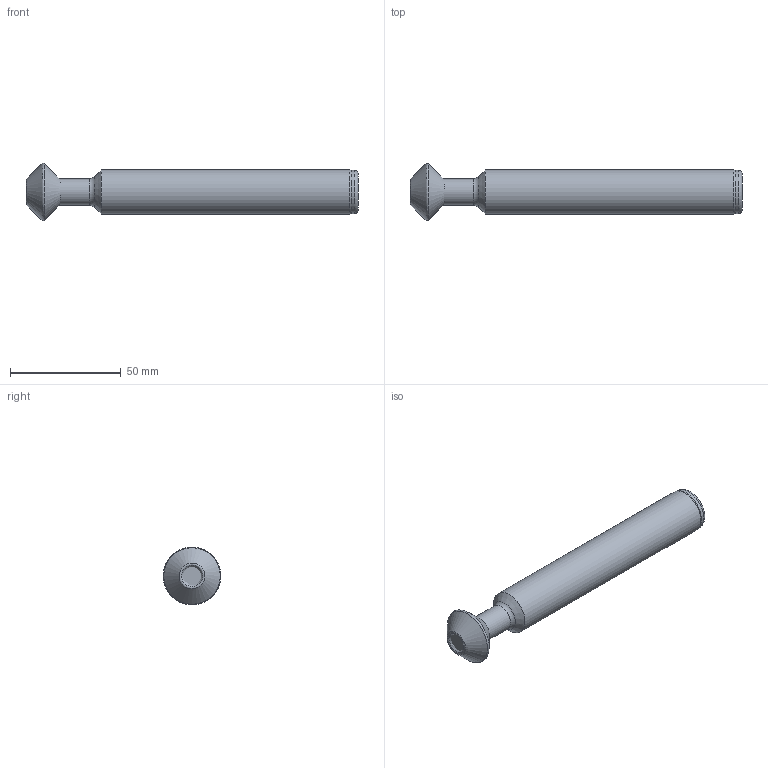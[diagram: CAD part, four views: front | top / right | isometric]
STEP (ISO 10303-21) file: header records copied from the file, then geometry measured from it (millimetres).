
FILE_DESCRIPTION(/* description */ (''),/* implementation_level */ '2;1');
FILE_NAME(/* name */ 'ACM45-SP1104-D12x26-W20-L150-Z01.stp',/* time_stamp */ '2023-10-09T05:44:26+03:00',/* author */ (''),/* organization */ (''),/* preprocessor_version */ 'ST-DEVELOPER v19.4',/* originating_system */ 'SIEMENS PLM Software NX2306.3001',/* authorisation */ '');
FILE_SCHEMA (('AUTOMOTIVE_DESIGN { 1 0 10303 214 3 1 1 1 }'));
Length unit declared in the file: millimetre
Products named in the file (1): ACM45-SP1104-D12x26-W20-L150-Z01
Bounding box: 150 x 26 x 25.99 mm (x, y, z)
Volume: 46572.3 mm3; surface area: 11129.4 mm2
Topology: 2 solids, 2 shells, 22 faces, 47 edges, 27 vertices
Faces by surface type: revolution 10, torus 5, cylinder 3, cone 2, plane 2
Full cylindrical faces by diameter (mm): 12 x1, 19.5 x1, 20 x1
Entity records: 610 total; most frequent: DIRECTION 90, CARTESIAN_POINT 89, EDGE_LOOP 42, ORIENTED_EDGE 42, FACE_BOUND 40, AXIS2_PLACEMENT_3D 38, CIRCLE 25, ADVANCED_FACE 22
